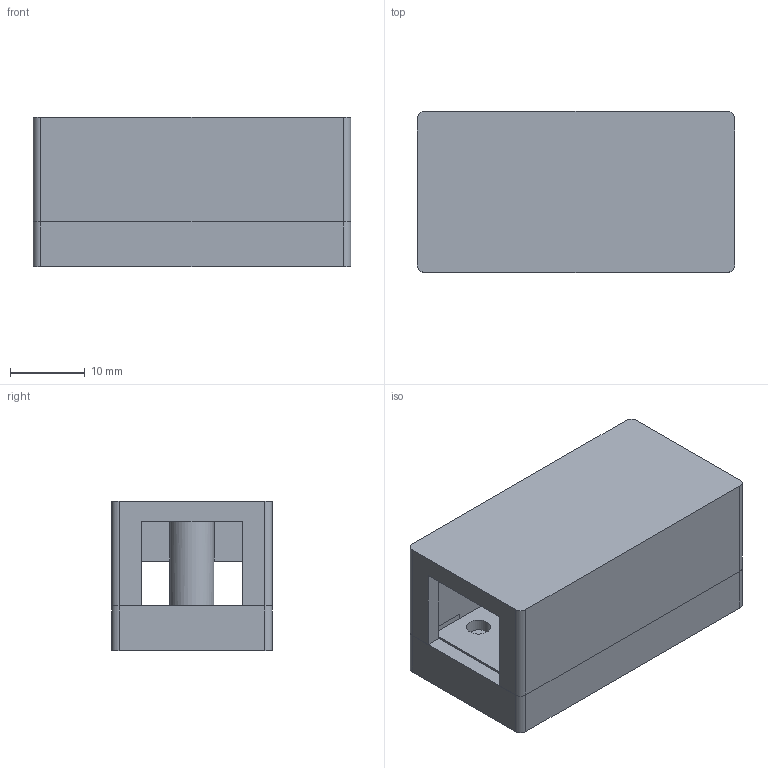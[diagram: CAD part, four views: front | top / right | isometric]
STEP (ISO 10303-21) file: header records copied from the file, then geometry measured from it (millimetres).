
FILE_DESCRIPTION(/* description */ (''),/* implementation_level */ '2;1');
FILE_NAME(/* name */ 'Enclosure.step',/* time_stamp */ '2022-12-10T23:47:27+01:00',/* author */ (''),/* organization */ (''),/* preprocessor_version */ 'ST-DEVELOPER v19.2',/* originating_system */ 'Autodesk Translation Framework v11.17.0.187',/* authorisation */ '');
FILE_SCHEMA (('AUTOMOTIVE_DESIGN { 1 0 10303 214 3 1 1 }'));
Length unit declared in the file: millimetre
Products named in the file (3): RJ45_RJ11; RJ45_RJ11_1; RJ45_RJ11 PCB
Assembly tree (2 placements, depth 3):
  RJ45_RJ11
    RJ45_RJ11_1
      RJ45_RJ11 PCB
Bounding box: 42.47 x 21.51 x 20 mm (x, y, z)
Volume: 8359.2 mm3; surface area: 9426 mm2
Topology: 3 solids, 3 shells, 124 faces, 345 edges, 230 vertices
Faces by surface type: plane 91, cylinder 33
Full cylindrical faces by diameter (mm): 0.76 x14, 1 x2, 2.2 x1, 3 x1, 3.2 x2, 3.25 x2, 6 x1
Entity records: 4119 total; most frequent: CARTESIAN_POINT 704, ORIENTED_EDGE 690, DIRECTION 673, EDGE_CURVE 345, LINE 275, VECTOR 275, VERTEX_POINT 230, AXIS2_PLACEMENT_3D 199
